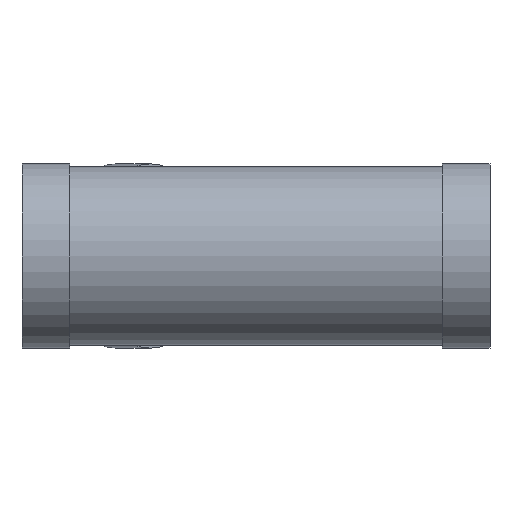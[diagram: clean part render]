
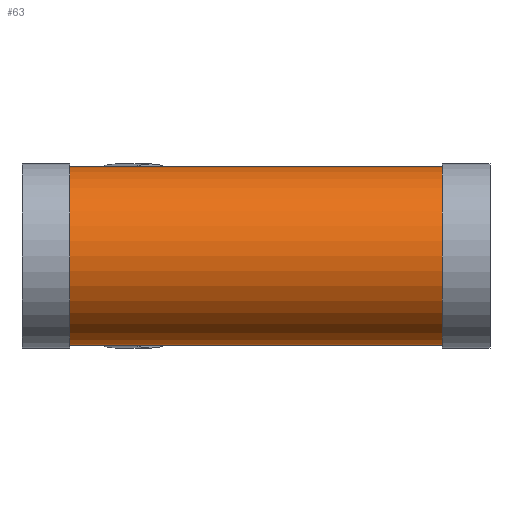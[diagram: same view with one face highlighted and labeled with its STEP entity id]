
A CAD part, front view. The second image highlights one B-rep face of the part: STEP entity #63.
In plain terms, the highlighted cylindrical face has radius 70 mm (diameter 140 mm), a full revolution.
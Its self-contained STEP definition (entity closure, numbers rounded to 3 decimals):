
#63 = ADVANCED_FACE( '', ( #139, #140, #141 ), #142, .T. );
#139 = FACE_OUTER_BOUND( '', #224, .T. );
#140 = FACE_BOUND( '', #225, .T. );
#141 = FACE_OUTER_BOUND( '', #226, .T. );
#142 = CYLINDRICAL_SURFACE( '', #227, 70. );
#224 = EDGE_LOOP( '', ( #326 ) );
#225 = EDGE_LOOP( '', ( #327, #328 ) );
#226 = EDGE_LOOP( '', ( #329 ) );
#227 = AXIS2_PLACEMENT_3D( '', #330, #331, #332 );
#326 = ORIENTED_EDGE( '', *, *, #408, .T. );
#327 = ORIENTED_EDGE( '', *, *, #402, .F. );
#328 = ORIENTED_EDGE( '', *, *, #403, .F. );
#329 = ORIENTED_EDGE( '', *, *, #409, .F. );
#330 = CARTESIAN_POINT( '', ( 184., 0., 0. ) );
#331 = DIRECTION( '', ( -1., 0., 0. ) );
#332 = DIRECTION( '', ( 0., 0., -1. ) );
#402 = EDGE_CURVE( '', #455, #456, #457, .F. );
#403 = EDGE_CURVE( '', #456, #455, #458, .F. );
#408 = EDGE_CURVE( '', #465, #465, #466, .T. );
#409 = EDGE_CURVE( '', #467, #467, #468, .T. );
#455 = VERTEX_POINT( '', #518 );
#456 = VERTEX_POINT( '', #519 );
#457 = ELLIPSE( '', #520, 182.919, 70. );
#458 = ELLIPSE( '', #521, 75.767, 70. );
#465 = VERTEX_POINT( '', #528 );
#466 = CIRCLE( '', #529, 70. );
#467 = VERTEX_POINT( '', #530 );
#468 = CIRCLE( '', #531, 70. );
#518 = CARTESIAN_POINT( '', ( 70., 0., -70. ) );
#519 = CARTESIAN_POINT( '', ( 70., 0., 70. ) );
#520 = AXIS2_PLACEMENT_3D( '', #584, #585, #586 );
#521 = AXIS2_PLACEMENT_3D( '', #587, #588, #589 );
#528 = CARTESIAN_POINT( '', ( -146.5, 0., -70. ) );
#529 = AXIS2_PLACEMENT_3D( '', #596, #597, #598 );
#530 = CARTESIAN_POINT( '', ( 146.5, 0., -70. ) );
#531 = AXIS2_PLACEMENT_3D( '', #599, #600, #601 );
#584 = CARTESIAN_POINT( '', ( 70., 0., 0. ) );
#585 = DIRECTION( '', ( -0.383, -0.924, 0. ) );
#586 = DIRECTION( '', ( 0.924, -0.383, 0. ) );
#587 = CARTESIAN_POINT( '', ( 70., 0., 0. ) );
#588 = DIRECTION( '', ( 0.924, -0.383, 0. ) );
#589 = DIRECTION( '', ( -0.383, -0.924, 0. ) );
#596 = CARTESIAN_POINT( '', ( -146.5, 0., 0. ) );
#597 = DIRECTION( '', ( 1., 0., 0. ) );
#598 = DIRECTION( '', ( 0., 0., -1. ) );
#599 = CARTESIAN_POINT( '', ( 146.5, 0., 0. ) );
#600 = DIRECTION( '', ( 1., 0., 0. ) );
#601 = DIRECTION( '', ( 0., 0., -1. ) );
